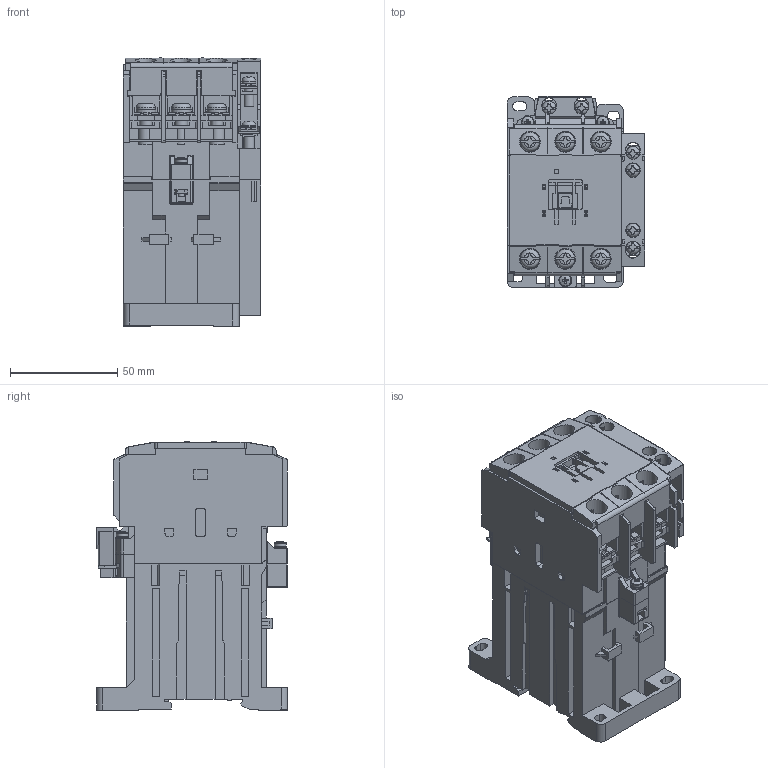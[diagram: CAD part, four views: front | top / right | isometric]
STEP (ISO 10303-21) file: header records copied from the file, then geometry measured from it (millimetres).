
FILE_DESCRIPTION (( 'STEP AP214' ), '1' );
FILE_NAME ('SC40XG.step', '2024-06-20T05:29:30', ( '' ), ( '' ), 'SwSTEP 2.0', 'SolidWorks 2024', '' );
FILE_SCHEMA (( 'AUTOMOTIVE_DESIGN' ));
Length unit declared in the file: millimetre
Products named in the file (23): spring lock washer_2_jis_JIS B 1251 No.2 3; cross recessed pan head screw_jis_JIS B 1111 Cross recessed pan head screw - M3 x 16 - Z --16N; spring lock washer_2_jis_JIS B 1251 No.2 5; hexagon thin nut double chamfered_ab_jis_JIS B 1181 Hexagon thin nut - double chamfered A M3 --N; Plate_M5_12-12 flat; SC40XG_Case; SC40-65X_Main terminal M5^SC40XG Case_SC40XG; Plate_M3P5_7P6; SC40-65X Coil plate band; SC40-65X_AUX. terminal M5^SC40XG Case_SC40XG; Screw_M5_L11P6; Screw_M3.5_L10; Screw^SC40XG Case_SC40XG; SC40XG; SC40-65X_coil terminal cover; SC40-65X_Coil terminal M5^SC40XG Case_SC40XG; SC40-65X Aux terminal cover; small circular plain washer_jis_JIS B 1256 Small circular 3; SC40-65X Aux copper band 21-22; spring lock washer_2_jis_JIS B 1251 No.2 3.5; SC40-65X_Main terminal cover; SC40XG Case^SC40XG; SC40-65X Aux copper band 13-14
Assembly tree (38 placements, depth 4):
  SC40XG
    SC40XG Case^SC40XG
      SC40XG_Case
      SC40-65X Aux copper band 21-22
      SC40-65X Aux copper band 13-14
      SC40-65X Coil plate band  x2
      Screw^SC40XG Case_SC40XG  x3
        small circular plain washer_jis_JIS B 1256 Small circular 3
        hexagon thin nut double chamfered_ab_jis_JIS B 1181 Hexagon thin nut - double chamfered A M3 --N
        spring lock washer_2_jis_JIS B 1251 No.2 3
        cross recessed pan head screw_jis_JIS B 1111 Cross recessed pan head screw - M3 x 16 - Z --16N
      SC40-65X_Main terminal M5^SC40XG Case_SC40XG  x6
        Plate_M5_12-12 flat
        spring lock washer_2_jis_JIS B 1251 No.2 5
        Screw_M5_L11P6
      SC40-65X_Coil terminal M5^SC40XG Case_SC40XG  x2
        Plate_M3P5_7P6
        spring lock washer_2_jis_JIS B 1251 No.2 3.5
        Screw_M3.5_L10
      SC40-65X_AUX. terminal M5^SC40XG Case_SC40XG  x4
        Plate_M3P5_7P6
        spring lock washer_2_jis_JIS B 1251 No.2 3.5
        Screw_M3.5_L10
    SC40-65X_coil terminal cover
    SC40-65X_Main terminal cover  x2
    SC40-65X Aux terminal cover
Bounding box: 64 x 89 x 125 mm (x, y, z)
Volume: 444449.9 mm3; surface area: 121484.5 mm2
Topology: 66 solids, 66 shells, 3466 faces, 9655 edges, 6334 vertices
Faces by surface type: plane 2840, cylinder 466, cone 103, torus 28, sphere 17, bspline 12
Full cylindrical faces by diameter (mm): 1.6 x1, 2.5 x3, 3 x8, 3.2 x3, 3.5 x22, 4 x6, 4.3 x4, 5 x24, 5.6 x3, 6 x9, 6.6 x2, 9.8 x6
Entity records: 90862 total; most frequent: CARTESIAN_POINT 15680, ORIENTED_EDGE 12490, DIRECTION 11419, EDGE_CURVE 6245, VECTOR 5331, LINE 5331, VERTEX_POINT 4143, AXIS2_PLACEMENT_3D 3044
